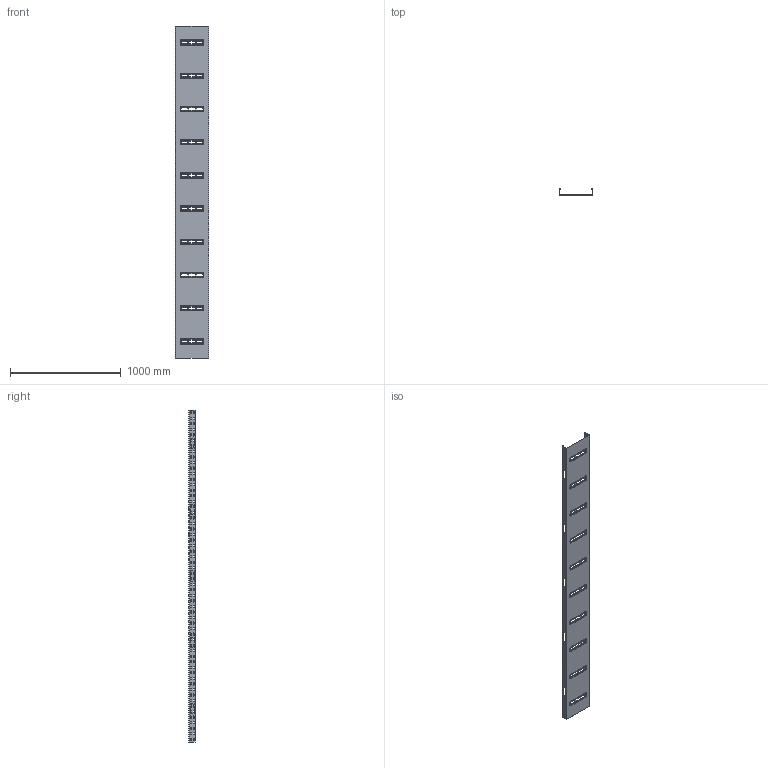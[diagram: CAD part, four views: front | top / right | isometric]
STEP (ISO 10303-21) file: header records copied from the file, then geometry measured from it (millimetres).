
FILE_DESCRIPTION (( 'STEP AP214' ), '1' );
FILE_NAME ('6087140.stp', '2016-10-21T05:36:28', ( '' ), ( '' ), 'SwSTEP 2.0', 'SolidWorks 2016', '' );
FILE_SCHEMA (( 'AUTOMOTIVE_DESIGN' ));
Length unit declared in the file: millimetre
Products named in the file (1): 6087140
Bounding box: 300 x 60 x 3000 mm (x, y, z)
Volume: 1255908 mm3; surface area: 2535382.2 mm2
Topology: 1 solids, 1 shells, 2786 faces, 7380 edges, 4336 vertices
Faces by surface type: cylinder 1092, plane 854, bspline 680, cone 80, torus 80
Entity records: 99458 total; most frequent: CARTESIAN_POINT 36963, ORIENTED_EDGE 14120, DIRECTION 11858, EDGE_CURVE 7060, VERTEX_POINT 4296, AXIS2_PLACEMENT_3D 4131, LINE 3596, VECTOR 3596
